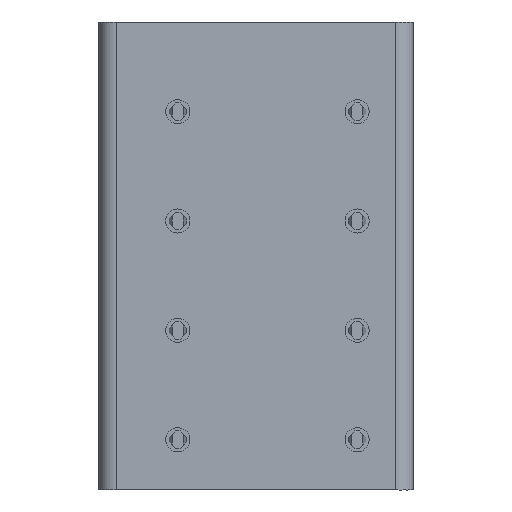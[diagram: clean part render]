
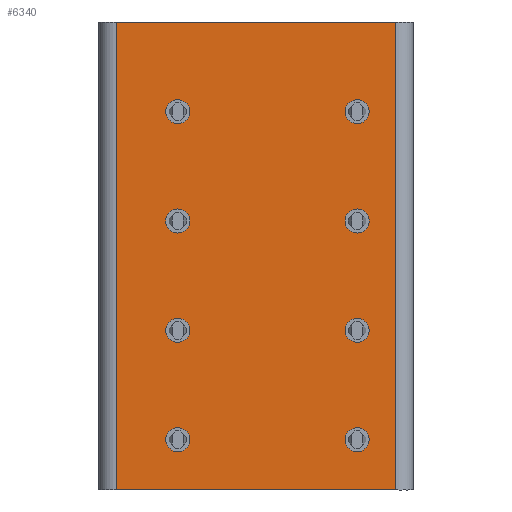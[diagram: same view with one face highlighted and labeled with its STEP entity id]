
A CAD part, front view. The second image highlights one B-rep face of the part: STEP entity #6340.
In plain terms, the highlighted face is planar.
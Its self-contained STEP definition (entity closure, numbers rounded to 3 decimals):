
#4550=CARTESIAN_POINT('',(-1.728,-0.48,
3.4));
#4560=VERTEX_POINT('',#4550);
#4590=CARTESIAN_POINT('',(-1.728,0.07,
3.4));
#4600=DIRECTION('',(-1.,0.,0.));
#4610=DIRECTION('',(0.,-1.,0.));
#4620=AXIS2_PLACEMENT_3D('',#4590,#4600,#4610);
#4630=CIRCLE('',#4620,0.55);
#4640=CARTESIAN_POINT('',(-1.728,0.62,
3.4));
#4650=VERTEX_POINT('',#4640);
#4660=EDGE_CURVE('',#4650,#4560,#4630,.T.);
#4850=CARTESIAN_POINT('',(-1.728,4.727,
7.961));
#4860=DIRECTION('',(-1.,0.,0.));
#4870=DIRECTION('',(0.,-1.,0.));
#4880=AXIS2_PLACEMENT_3D('',#4850,#4860,#4870);
#4890=PLANE('',#4880);
#4900=CARTESIAN_POINT('',(-1.728,-4.666,
12.5));
#4910=DIRECTION('',(0.,-1.,0.));
#4920=VECTOR('',#4910,1.);
#4930=LINE('',#4900,#4920);
#4940=CARTESIAN_POINT('',(-1.728,11.095,
12.5));
#4950=VERTEX_POINT('',#4940);
#4960=CARTESIAN_POINT('',(-1.728,-1.705,
12.5));
#4970=VERTEX_POINT('',#4960);
#4980=EDGE_CURVE('',#4950,#4970,#4930,.T.);
#4990=ORIENTED_EDGE('',*,*,#4980,.F.);
#5000=CARTESIAN_POINT('',(-1.728,-1.705,
12.5));
#5010=DIRECTION('',(0.,0.,1.));
#5020=VECTOR('',#5010,1.);
#5030=LINE('',#5000,#5020);
#5040=CARTESIAN_POINT('',(-1.728,-1.705,-8.9));
#5050=VERTEX_POINT('',#5040);
#5060=EDGE_CURVE('',#5050,#4970,#5030,.T.);
#5070=ORIENTED_EDGE('',*,*,#5060,.T.);
#5080=CARTESIAN_POINT('',(-1.728,-4.666,-8.9));
#5090=DIRECTION('',(0.,-1.,0.));
#5100=VECTOR('',#5090,1.);
#5110=LINE('',#5080,#5100);
#5120=CARTESIAN_POINT('',(-1.728,11.095,-8.9));
#5130=VERTEX_POINT('',#5120);
#5140=EDGE_CURVE('',#5130,#5050,#5110,.T.);
#5150=ORIENTED_EDGE('',*,*,#5140,.T.);
#5160=CARTESIAN_POINT('',(-1.728,11.095,-1.83));
#5170=DIRECTION('',(0.,0.,1.));
#5180=VECTOR('',#5170,1.);
#5190=LINE('',#5160,#5180);
#5200=EDGE_CURVE('',#5130,#4950,#5190,.T.);
#5210=ORIENTED_EDGE('',*,*,#5200,.F.);
#5220=EDGE_LOOP('',(#5210,#5150,#5070,#4990));
#5230=FACE_OUTER_BOUND('',#5220,.T.);
#5240=EDGE_CURVE('',#4560,#4650,#4630,.T.);
#5250=ORIENTED_EDGE('',*,*,#5240,.F.);
#5260=ORIENTED_EDGE('',*,*,#4660,.F.);
#5270=EDGE_LOOP('',(#5260,#5250));
#5280=FACE_BOUND('',#5270,.T.);
#5290=CARTESIAN_POINT('',(-1.728,8.27,
-1.6));
#5300=DIRECTION('',(-1.,0.,0.));
#5310=DIRECTION('',(0.,-1.,0.));
#5320=AXIS2_PLACEMENT_3D('',#5290,#5300,#5310);
#5330=CIRCLE('',#5320,0.55);
#5340=CARTESIAN_POINT('',(-1.728,7.72,
-1.6));
#5350=VERTEX_POINT('',#5340);
#5360=CARTESIAN_POINT('',(-1.728,8.82,
-1.6));
#5370=VERTEX_POINT('',#5360);
#5380=EDGE_CURVE('',#5350,#5370,#5330,.T.);
#5390=ORIENTED_EDGE('',*,*,#5380,.F.);
#5400=EDGE_CURVE('',#5370,#5350,#5330,.T.);
#5410=ORIENTED_EDGE('',*,*,#5400,.F.);
#5420=EDGE_LOOP('',(#5410,#5390));
#5430=FACE_BOUND('',#5420,.T.);
#5440=CARTESIAN_POINT('',(-1.728,8.27,
8.4));
#5450=DIRECTION('',(-1.,0.,0.));
#5460=DIRECTION('',(0.,-1.,0.));
#5470=AXIS2_PLACEMENT_3D('',#5440,#5450,#5460);
#5480=CIRCLE('',#5470,0.55);
#5490=CARTESIAN_POINT('',(-1.728,7.72,
8.4));
#5500=VERTEX_POINT('',#5490);
#5510=CARTESIAN_POINT('',(-1.728,8.82,
8.4));
#5520=VERTEX_POINT('',#5510);
#5530=EDGE_CURVE('',#5500,#5520,#5480,.T.);
#5540=ORIENTED_EDGE('',*,*,#5530,.F.);
#5550=EDGE_CURVE('',#5520,#5500,#5480,.T.);
#5560=ORIENTED_EDGE('',*,*,#5550,.F.);
#5570=EDGE_LOOP('',(#5560,#5540));
#5580=FACE_BOUND('',#5570,.T.);
#5590=CARTESIAN_POINT('',(-1.728,0.07,
-1.6));
#5600=DIRECTION('',(-1.,0.,0.));
#5610=DIRECTION('',(0.,-1.,0.));
#5620=AXIS2_PLACEMENT_3D('',#5590,#5600,#5610);
#5630=CIRCLE('',#5620,0.55);
#5640=CARTESIAN_POINT('',(-1.728,-0.48,
-1.6));
#5650=VERTEX_POINT('',#5640);
#5660=CARTESIAN_POINT('',(-1.728,0.62,
-1.6));
#5670=VERTEX_POINT('',#5660);
#5680=EDGE_CURVE('',#5650,#5670,#5630,.T.);
#5690=ORIENTED_EDGE('',*,*,#5680,.F.);
#5700=EDGE_CURVE('',#5670,#5650,#5630,.T.);
#5710=ORIENTED_EDGE('',*,*,#5700,.F.);
#5720=EDGE_LOOP('',(#5710,#5690));
#5730=FACE_BOUND('',#5720,.T.);
#5740=CARTESIAN_POINT('',(-1.728,8.27,
-6.6));
#5750=DIRECTION('',(-1.,0.,0.));
#5760=DIRECTION('',(0.,-1.,0.));
#5770=AXIS2_PLACEMENT_3D('',#5740,#5750,#5760);
#5780=CIRCLE('',#5770,0.55);
#5790=CARTESIAN_POINT('',(-1.728,7.72,
-6.6));
#5800=VERTEX_POINT('',#5790);
#5810=CARTESIAN_POINT('',(-1.728,8.82,-6.6));
#5820=VERTEX_POINT('',#5810);
#5830=EDGE_CURVE('',#5800,#5820,#5780,.T.);
#5840=ORIENTED_EDGE('',*,*,#5830,.F.);
#5850=EDGE_CURVE('',#5820,#5800,#5780,.T.);
#5860=ORIENTED_EDGE('',*,*,#5850,.F.);
#5870=EDGE_LOOP('',(#5860,#5840));
#5880=FACE_BOUND('',#5870,.T.);
#5890=CARTESIAN_POINT('',(-1.728,8.27,
3.4));
#5900=DIRECTION('',(-1.,0.,0.));
#5910=DIRECTION('',(0.,-1.,0.));
#5920=AXIS2_PLACEMENT_3D('',#5890,#5900,#5910);
#5930=CIRCLE('',#5920,0.55);
#5940=CARTESIAN_POINT('',(-1.728,7.72,
3.4));
#5950=VERTEX_POINT('',#5940);
#5960=CARTESIAN_POINT('',(-1.728,8.82,
3.4));
#5970=VERTEX_POINT('',#5960);
#5980=EDGE_CURVE('',#5950,#5970,#5930,.T.);
#5990=ORIENTED_EDGE('',*,*,#5980,.F.);
#6000=EDGE_CURVE('',#5970,#5950,#5930,.T.);
#6010=ORIENTED_EDGE('',*,*,#6000,.F.);
#6020=EDGE_LOOP('',(#6010,#5990));
#6030=FACE_BOUND('',#6020,.T.);
#6040=CARTESIAN_POINT('',(-1.728,0.07,
-6.6));
#6050=DIRECTION('',(-1.,0.,0.));
#6060=DIRECTION('',(0.,-1.,0.));
#6070=AXIS2_PLACEMENT_3D('',#6040,#6050,#6060);
#6080=CIRCLE('',#6070,0.55);
#6090=CARTESIAN_POINT('',(-1.728,-0.48,
-6.6));
#6100=VERTEX_POINT('',#6090);
#6110=CARTESIAN_POINT('',(-1.728,0.62,
-6.6));
#6120=VERTEX_POINT('',#6110);
#6130=EDGE_CURVE('',#6100,#6120,#6080,.T.);
#6140=ORIENTED_EDGE('',*,*,#6130,.F.);
#6150=EDGE_CURVE('',#6120,#6100,#6080,.T.);
#6160=ORIENTED_EDGE('',*,*,#6150,.F.);
#6170=EDGE_LOOP('',(#6160,#6140));
#6180=FACE_BOUND('',#6170,.T.);
#6190=CARTESIAN_POINT('',(-1.728,0.07,
8.4));
#6200=DIRECTION('',(-1.,0.,0.));
#6210=DIRECTION('',(0.,-1.,0.));
#6220=AXIS2_PLACEMENT_3D('',#6190,#6200,#6210);
#6230=CIRCLE('',#6220,0.55);
#6240=CARTESIAN_POINT('',(-1.728,-0.48,
8.4));
#6250=VERTEX_POINT('',#6240);
#6260=CARTESIAN_POINT('',(-1.728,0.62,
8.4));
#6270=VERTEX_POINT('',#6260);
#6280=EDGE_CURVE('',#6250,#6270,#6230,.T.);
#6290=ORIENTED_EDGE('',*,*,#6280,.F.);
#6300=EDGE_CURVE('',#6270,#6250,#6230,.T.);
#6310=ORIENTED_EDGE('',*,*,#6300,.F.);
#6320=EDGE_LOOP('',(#6310,#6290));
#6330=FACE_BOUND('',#6320,.T.);
#6340=ADVANCED_FACE('',(#5230,#5280,#5430,#5580,#5730,#5880,#6030,#6180,
#6330),#4890,.T.);
